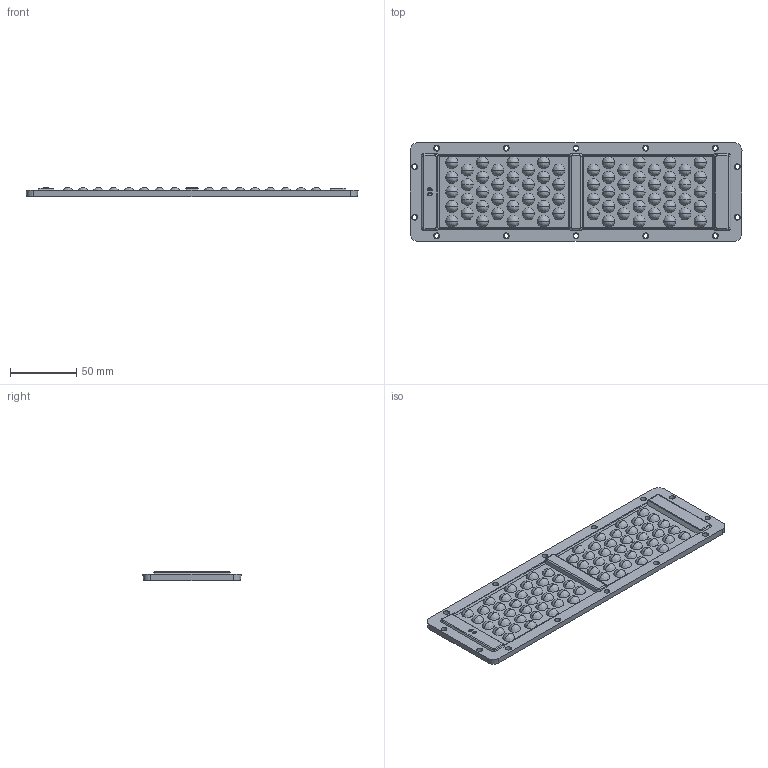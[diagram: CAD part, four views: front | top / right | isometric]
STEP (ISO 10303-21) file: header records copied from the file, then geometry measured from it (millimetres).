
FILE_DESCRIPTION (( 'STEP AP203' ), '1' );
FILE_NAME ('L306-5_LD25074-72H1-T60-20200825-KH.stp', '2022-02-09T07:44:11', ( 'Windows 蚚誧' ), ( '' ), 'SwSTEP 2.0', 'SolidWorks 2019', '' );
FILE_SCHEMA (( 'CONFIG_CONTROL_DESIGN' ));
Products named in the file (1): L306-5_LD25074-72H1-T60-20200825-KH
Bounding box: 250 x 74 x 6.81 mm (x, y, z)
Volume: 53863.9 mm3; surface area: 49381 mm2
Topology: 1 solids, 1 shells, 785 faces, 1963 edges, 1188 vertices
Faces by surface type: cone 288, bspline 261, plane 157, torus 59, cylinder 20
Entity records: 33380 total; most frequent: CARTESIAN_POINT 15842, DIRECTION 3668, ORIENTED_EDGE 3638, EDGE_CURVE 1819, AXIS2_PLACEMENT_3D 1585, VERTEX_POINT 1188, CIRCLE 1060, EDGE_LOOP 965
